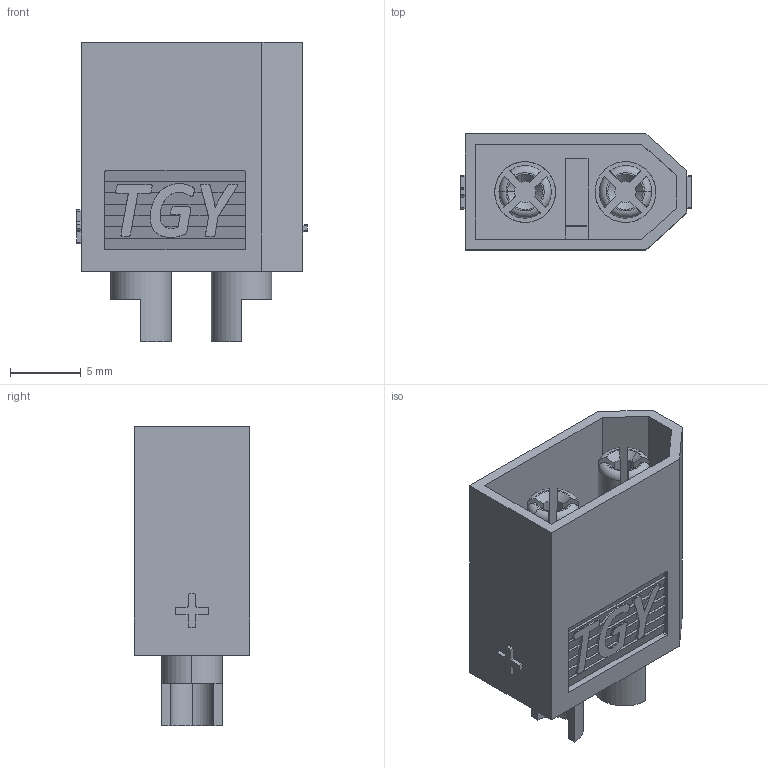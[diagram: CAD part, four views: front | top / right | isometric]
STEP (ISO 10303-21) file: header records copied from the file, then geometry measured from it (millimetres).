
FILE_DESCRIPTION (( 'STEP AP214' ), '1' );
FILE_NAME ('XT-60_distribution.STEP', '2017-07-15T15:25:00', ( '' ), ( '' ), 'SwSTEP 2.0', 'SolidWorks 2017', '' );
FILE_SCHEMA (( 'AUTOMOTIVE_DESIGN' ));
Length unit declared in the file: millimetre
Products named in the file (1): XT-60_distribution
Bounding box: 16.3 x 8.2 x 21.2 mm (x, y, z)
Volume: 1135.4 mm3; surface area: 2371.5 mm2
Topology: 3 solids, 3 shells, 378 faces, 1060 edges, 702 vertices
Faces by surface type: plane 233, cylinder 74, bspline 47, cone 14, torus 10
Entity records: 18424 total; most frequent: CARTESIAN_POINT 4864, ORIENTED_EDGE 2112, DIRECTION 1684, EDGE_CURVE 1056, LINE 708, VECTOR 708, VERTEX_POINT 702, AXIS2_PLACEMENT_3D 488
